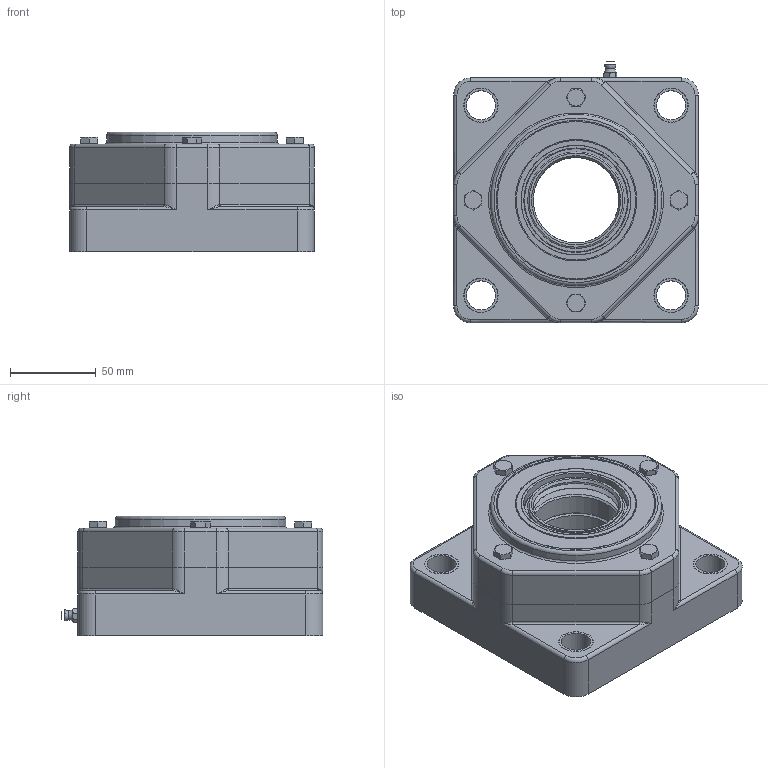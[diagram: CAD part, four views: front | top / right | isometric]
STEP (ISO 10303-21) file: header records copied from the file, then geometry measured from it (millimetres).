
FILE_DESCRIPTION(/* description */ (''),/* implementation_level */ '2;1');
FILE_NAME(/* name */ 'NGB50F41.stp',/* time_stamp */ '2025-08-14T10:36:04+02:00',/* author */ ('rhm'),/* organization */ (''),/* preprocessor_version */ 'ST-DEVELOPER v19.2',/* originating_system */ 'Autodesk Inventor 2023',/* authorisation */ '');
FILE_SCHEMA (('AUTOMOTIVE_DESIGN { 1 0 10303 214 3 1 1 }'));
Length unit declared in the file: millimetre
Products named in the file (1): Part1
Bounding box: 143 x 152.8 x 70 mm (x, y, z)
Volume: 815145.5 mm3; surface area: 135558.8 mm2
Topology: 1 solids, 16 shells, 633 faces, 1525 edges, 930 vertices
Faces by surface type: plane 222, cylinder 221, torus 92, cone 89, bspline 8, sphere 1
Full cylindrical faces by diameter (mm): 3 x1, 4.917 x4, 5.459 x4, 6 x7, 6.5 x4, 6.647 x2, 6.8 x1, 8 x2, 8.7 x4, 9 x4, 17 x4, 19.8 x4, 50 x2, 54.8 x2, 58.3 x1, 60.2 x1, 61 x2, 61.5 x2, 65 x2, 69.8 x1, 70 x1, 71 x1, 82 x1, 88 x2, 92 x2, 93.2 x1, 100 x1
Entity records: 19735 total; most frequent: CARTESIAN_POINT 4034, DIRECTION 3348, ORIENTED_EDGE 3008, EDGE_CURVE 1504, AXIS2_PLACEMENT_3D 1359, VERTEX_POINT 930, CIRCLE 732, EDGE_LOOP 724
